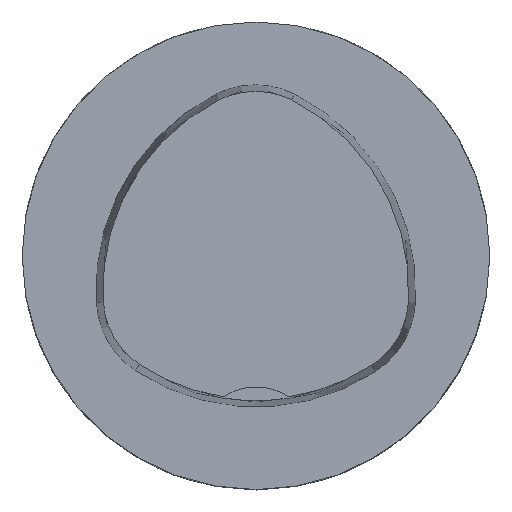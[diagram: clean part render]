
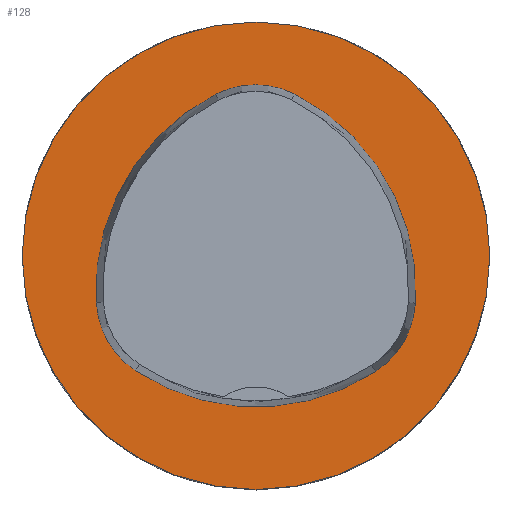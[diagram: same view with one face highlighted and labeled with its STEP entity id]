
A CAD part, top view. The second image highlights one B-rep face of the part: STEP entity #128.
In plain terms, the highlighted planar face has unit normal (0, 0, 1).
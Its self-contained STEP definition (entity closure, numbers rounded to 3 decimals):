
#128=ADVANCED_FACE('',(#172,#173),#149,.T.);
#149=PLANE('',#496);
#172=FACE_BOUND('',#195,.T.);
#173=FACE_BOUND('',#196,.T.);
#195=EDGE_LOOP('',(#274,#275,#276,#277,#278,#279));
#196=EDGE_LOOP('',(#280));
#274=ORIENTED_EDGE('',*,*,#403,.T.);
#275=ORIENTED_EDGE('',*,*,#383,.T.);
#276=ORIENTED_EDGE('',*,*,#387,.T.);
#277=ORIENTED_EDGE('',*,*,#390,.T.);
#278=ORIENTED_EDGE('',*,*,#393,.T.);
#279=ORIENTED_EDGE('',*,*,#401,.T.);
#280=ORIENTED_EDGE('',*,*,#374,.F.);
#336=VERTEX_POINT('',#691);
#345=VERTEX_POINT('',#710);
#346=VERTEX_POINT('',#711);
#349=VERTEX_POINT('',#719);
#351=VERTEX_POINT('',#725);
#353=VERTEX_POINT('',#731);
#360=VERTEX_POINT('',#752);
#374=EDGE_CURVE('',#336,#336,#420,.T.);
#383=EDGE_CURVE('',#345,#346,#421,.T.);
#387=EDGE_CURVE('',#346,#349,#423,.T.);
#390=EDGE_CURVE('',#349,#351,#425,.T.);
#393=EDGE_CURVE('',#351,#353,#427,.T.);
#401=EDGE_CURVE('',#353,#360,#431,.T.);
#403=EDGE_CURVE('',#360,#345,#433,.T.);
#420=CIRCLE('',#468,16.);
#421=CIRCLE('',#474,15.);
#423=CIRCLE('',#477,6.);
#425=CIRCLE('',#480,15.);
#427=CIRCLE('',#483,6.);
#431=CIRCLE('',#488,15.);
#433=CIRCLE('',#491,6.);
#468=AXIS2_PLACEMENT_3D('',#690,#545,#546);
#474=AXIS2_PLACEMENT_3D('',#709,#561,#562);
#477=AXIS2_PLACEMENT_3D('',#718,#569,#570);
#480=AXIS2_PLACEMENT_3D('',#724,#576,#577);
#483=AXIS2_PLACEMENT_3D('',#730,#583,#584);
#488=AXIS2_PLACEMENT_3D('',#753,#595,#596);
#491=AXIS2_PLACEMENT_3D('',#756,#601,#602);
#496=AXIS2_PLACEMENT_3D('',#761,#611,#612);
#545=DIRECTION('',(0.,0.,-1.));
#546=DIRECTION('',(-1.,0.,0.));
#561=DIRECTION('',(0.,0.,-1.));
#562=DIRECTION('',(-1.,0.,0.));
#569=DIRECTION('',(0.,0.,-1.));
#570=DIRECTION('',(-1.,0.,0.));
#576=DIRECTION('',(0.,0.,-1.));
#577=DIRECTION('',(-1.,0.,0.));
#583=DIRECTION('',(0.,0.,-1.));
#584=DIRECTION('',(-1.,0.,0.));
#595=DIRECTION('',(0.,0.,-1.));
#596=DIRECTION('',(-1.,0.,0.));
#601=DIRECTION('',(0.,0.,-1.));
#602=DIRECTION('',(-1.,0.,0.));
#611=DIRECTION('',(0.,0.,1.));
#612=DIRECTION('',(1.,0.,0.));
#690=CARTESIAN_POINT('',(0.,0.,0.));
#691=CARTESIAN_POINT('',(-16.,0.,0.));
#709=CARTESIAN_POINT('',(4.048,-2.316,0.));
#710=CARTESIAN_POINT('',(-10.926,-3.206,0.));
#711=CARTESIAN_POINT('',(-2.774,11.043,0.));
#718=CARTESIAN_POINT('',(-0.045,5.7,0.));
#719=CARTESIAN_POINT('',(2.638,11.066,0.));
#724=CARTESIAN_POINT('',(-4.07,-2.35,0.));
#725=CARTESIAN_POINT('',(10.903,-3.249,0.));
#730=CARTESIAN_POINT('',(4.914,-2.889,0.));
#731=CARTESIAN_POINT('',(8.177,-7.924,0.));
#752=CARTESIAN_POINT('',(-8.24,-7.859,0.));
#753=CARTESIAN_POINT('',(0.019,4.663,0.));
#756=CARTESIAN_POINT('',(-4.936,-2.85,0.));
#761=CARTESIAN_POINT('',(0.,0.,0.));
